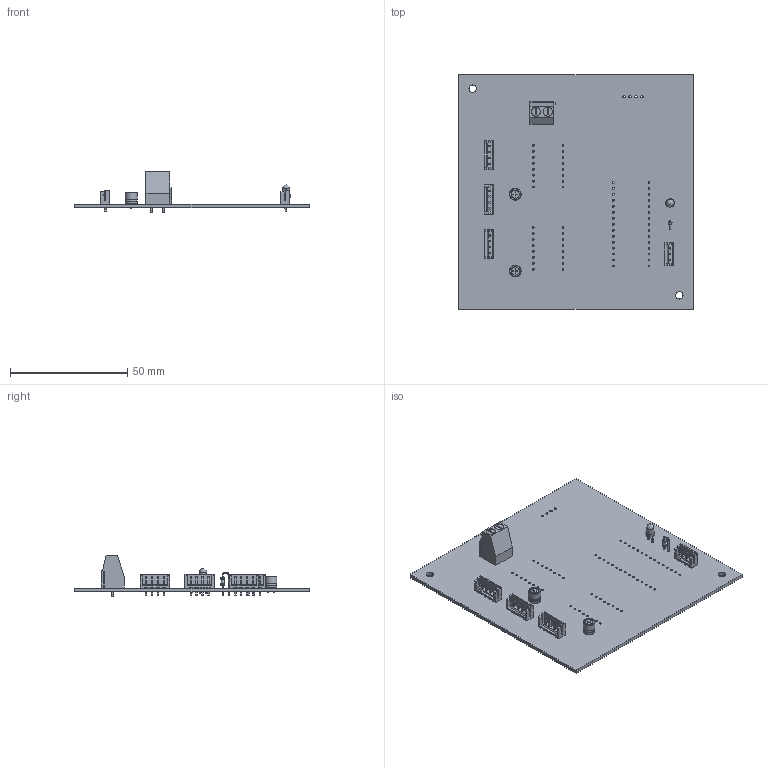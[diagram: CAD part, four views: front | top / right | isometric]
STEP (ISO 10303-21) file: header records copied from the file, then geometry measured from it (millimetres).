
FILE_DESCRIPTION(('KiCad electronic assembly'),'2;1');
FILE_NAME('arduino_oled_drv8825.step','2025-01-19T04:08:05',('Pcbnew'),( 'Kicad'),'Open CASCADE STEP processor 7.8','KiCad to STEP converter' ,'Unknown');
FILE_SCHEMA(('AUTOMOTIVE_DESIGN { 1 0 10303 214 1 1 1 1 }'));
Length unit declared in the file: millimetre
Products named in the file (16): arduino_oled_drv8825 1; JST_EH_B4B-EH-A_1x04_P2.50mm_Vertical; JST_B4B_EH_A; JST_EH_B3B-EH-A_1x03_P2.50mm_Vertical; JST_B3B_EH_A; TerminalBlock_Phoenix_MKDS-1,5-2-5.08_1x02_P5.08mm_Horizontal; TerminalBlock_Phoenix_MKDS_15_2_508_1x02_P508mm_Horizontal; CP_Radial_D5.0mm_P2.50mm; CP_Radial_D50mm_P250mm; LED_D3.0mm; CP_Radial_D5.0mm_P2.00mm; CP_Radial_D50mm_P200mm; R_Axial_DIN0204_L3.6mm_D1.6mm_P2.54mm_Vertical; R_Axial_DIN0204_L36mm_D16mm_P254mm_Vertical; arduino_oled_drv8825_PCB
Assembly tree (17 placements, depth 3):
  arduino_oled_drv8825 1
    JST_EH_B4B-EH-A_1x04_P2.50mm_Vertical  x3
      JST_B4B_EH_A
    JST_EH_B3B-EH-A_1x03_P2.50mm_Vertical
      JST_B3B_EH_A
    TerminalBlock_Phoenix_MKDS-1,5-2-5.08_1x02_P5.08mm_Horizontal
      TerminalBlock_Phoenix_MKDS_15_2_508_1x02_P508mm_Horizontal
    CP_Radial_D5.0mm_P2.50mm
      CP_Radial_D50mm_P250mm
    LED_D3.0mm
      LED_D3.0mm
    CP_Radial_D5.0mm_P2.00mm
      CP_Radial_D50mm_P200mm
    R_Axial_DIN0204_L3.6mm_D1.6mm_P2.54mm_Vertical
      R_Axial_DIN0204_L36mm_D16mm_P254mm_Vertical
    arduino_oled_drv8825_PCB
Bounding box: 100 x 100 x 17.3 mm (x, y, z)
Volume: 17590.6 mm3; surface area: 24254.6 mm2
Topology: 10 solids, 12 shells, 801 faces, 2056 edges, 1322 vertices
Faces by surface type: plane 630, cylinder 132, bspline 20, revolution 10, torus 8, sphere 1
Full cylindrical faces by diameter (mm): 0.5 x8, 0.7 x2, 0.8 x66, 0.9 x2, 0.95 x15, 1 x4, 1.3 x2, 1.44 x1, 1.6 x2, 3 x1, 3.2 x2, 3.8 x2, 4 x2
Entity records: 21601 total; most frequent: CARTESIAN_POINT 4305, ORIENTED_EDGE 2818, DIRECTION 2790, EDGE_CURVE 1409, LINE 1012, VECTOR 1012, VERTEX_POINT 907, AXIS2_PLACEMENT_3D 884
